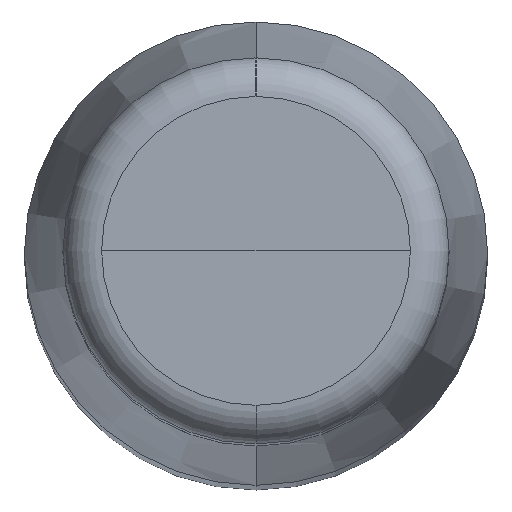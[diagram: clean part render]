
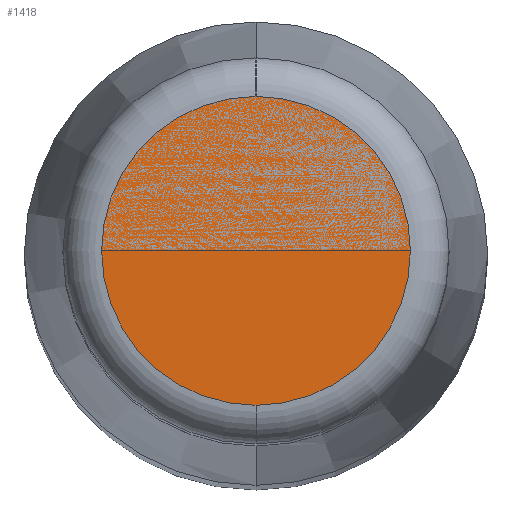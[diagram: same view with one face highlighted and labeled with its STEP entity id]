
A CAD part, top view. The second image highlights one B-rep face of the part: STEP entity #1418.
In plain terms, the highlighted planar face has unit normal (0, 0, 1).
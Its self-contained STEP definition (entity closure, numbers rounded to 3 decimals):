
#1317=CARTESIAN_POINT('',(0.,0.,57.));
#1318=DIRECTION('',(0.,0.,-1.));
#1319=DIRECTION('',(0.,-1.,0.));
#1320=AXIS2_PLACEMENT_3D('',#1317,#1318,#1319);
#1325=CARTESIAN_POINT('',(0.,0.,57.));
#1326=DIRECTION('',(0.,0.,-1.));
#1327=DIRECTION('',(0.,1.,0.));
#1328=AXIS2_PLACEMENT_3D('',#1325,#1326,#1327);
#1403=CARTESIAN_POINT('',(0.,-2.,57.));
#1404=CARTESIAN_POINT('',(0.,2.,57.));
#1405=VERTEX_POINT('',#1403);
#1406=VERTEX_POINT('',#1404);
#1407=CARTESIAN_POINT('',(0.,0.,57.));
#1408=DIRECTION('',(0.,0.,1.));
#1409=DIRECTION('',(0.,-1.,0.));
#1410=AXIS2_PLACEMENT_3D('',#1407,#1408,#1409);
#1411=PLANE('',#1410);
#1413=ORIENTED_EDGE('',*,*,#1412,.T.);
#1415=ORIENTED_EDGE('',*,*,#1414,.T.);
#1416=EDGE_LOOP('',(#1413,#1415));
#1417=FACE_OUTER_BOUND('',#1416,.F.);
#1321=CIRCLE('',#1320,2.);
#1329=CIRCLE('',#1328,2.);
#1412=EDGE_CURVE('',#1405,#1406,#1321,.T.);
#1414=EDGE_CURVE('',#1406,#1405,#1329,.T.);
#1418=ADVANCED_FACE('',(#1417),#1411,.T.);
